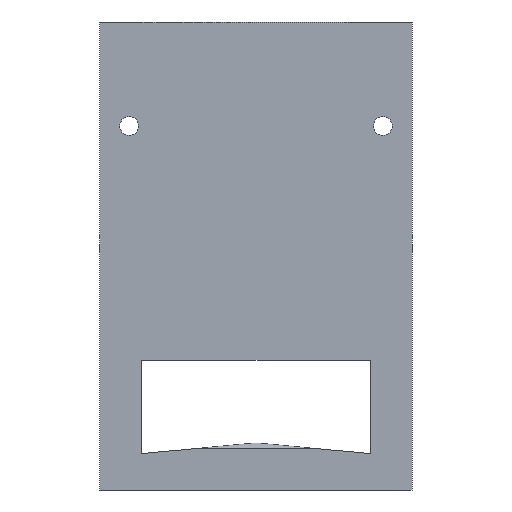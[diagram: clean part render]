
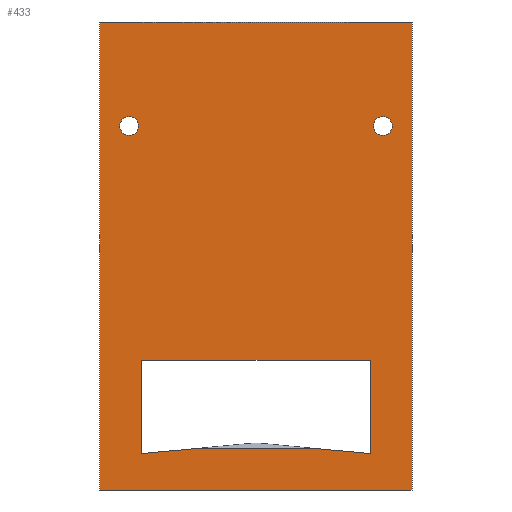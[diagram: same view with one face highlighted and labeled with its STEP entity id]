
A CAD part, front view. The second image highlights one B-rep face of the part: STEP entity #433.
In plain terms, the highlighted planar face has unit normal (0, -1, 0).
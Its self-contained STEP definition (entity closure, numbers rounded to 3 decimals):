
#5 = DIRECTION ( 'NONE',  ( 0., 0., -1. ) ) ;
#28 = CARTESIAN_POINT ( 'NONE',  ( 22., 0., -63. ) ) ;
#41 = EDGE_CURVE ( 'NONE', #480, #696, #66, .T. ) ;
#44 = CARTESIAN_POINT ( 'NONE',  ( 30., 0., 20. ) ) ;
#50 = DIRECTION ( 'NONE',  ( 1., 0., 0. ) ) ;
#64 = CIRCLE ( 'NONE', #122, 1.8 ) ;
#66 = CIRCLE ( 'NONE', #446, 1.8 ) ;
#67 = EDGE_CURVE ( 'NONE', #787, #96, #399, .T. ) ;
#72 = ORIENTED_EDGE ( 'NONE', *, *, #507, .T. ) ;
#74 = CARTESIAN_POINT ( 'NONE',  ( 22., 0., -61. ) ) ;
#78 = CARTESIAN_POINT ( 'NONE',  ( 22., 0., -62. ) ) ;
#96 = VERTEX_POINT ( 'NONE', #697 ) ;
#99 = ORIENTED_EDGE ( 'NONE', *, *, #184, .T. ) ;
#108 = CARTESIAN_POINT ( 'NONE',  ( -30., 0., -20. ) ) ;
#113 = DIRECTION ( 'NONE',  ( 0., -1., 0. ) ) ;
#122 = AXIS2_PLACEMENT_3D ( 'NONE', #226, #366, #228 ) ;
#126 = EDGE_CURVE ( 'NONE', #758, #310, #760, .T. ) ;
#130 = CARTESIAN_POINT ( 'NONE',  ( -11.275, 0., -62. ) ) ;
#132 = EDGE_LOOP ( 'NONE', ( #800, #72 ) ) ;
#137 = LINE ( 'NONE', #873, #477 ) ;
#166 = ORIENTED_EDGE ( 'NONE', *, *, #592, .T. ) ;
#174 = CIRCLE ( 'NONE', #352, 1.8 ) ;
#178 = DIRECTION ( 'NONE',  ( 0., 0., 1. ) ) ;
#184 = EDGE_CURVE ( 'NONE', #851, #471, #64, .T. ) ;
#204 = LINE ( 'NONE', #108, #724 ) ;
#226 = CARTESIAN_POINT ( 'NONE',  ( 24.4, 0., 0. ) ) ;
#228 = DIRECTION ( 'NONE',  ( 0., 0., 1. ) ) ;
#236 = AXIS2_PLACEMENT_3D ( 'NONE', #265, #668, #394 ) ;
#250 = DIRECTION ( 'NONE',  ( 0., 0., -1. ) ) ;
#257 = CARTESIAN_POINT ( 'NONE',  ( 22., 0., -45. ) ) ;
#258 = LINE ( 'NONE', #661, #776 ) ;
#264 = CARTESIAN_POINT ( 'NONE',  ( 24.4, 0., -1.8 ) ) ;
#265 = CARTESIAN_POINT ( 'NONE',  ( 24.4, 0., 0. ) ) ;
#266 = LINE ( 'NONE', #78, #424 ) ;
#271 = EDGE_CURVE ( 'NONE', #685, #641, #266, .T. ) ;
#289 = VERTEX_POINT ( 'NONE', #833 ) ;
#292 = VECTOR ( 'NONE', #858, 1000. ) ;
#310 = VERTEX_POINT ( 'NONE', #28 ) ;
#313 = DIRECTION ( 'NONE',  ( 0., 1., 0. ) ) ;
#318 = EDGE_LOOP ( 'NONE', ( #364, #99 ) ) ;
#335 = EDGE_LOOP ( 'NONE', ( #767, #371, #887, #837 ) ) ;
#350 = DIRECTION ( 'NONE',  ( 0., 0., -1. ) ) ;
#352 = AXIS2_PLACEMENT_3D ( 'NONE', #786, #313, #453 ) ;
#353 = DIRECTION ( 'NONE',  ( 0., 0., 1. ) ) ;
#364 = ORIENTED_EDGE ( 'NONE', *, *, #566, .T. ) ;
#366 = DIRECTION ( 'NONE',  ( 0., 1., 0. ) ) ;
#369 = LINE ( 'NONE', #384, #855 ) ;
#371 = ORIENTED_EDGE ( 'NONE', *, *, #777, .F. ) ;
#376 = ORIENTED_EDGE ( 'NONE', *, *, #126, .T. ) ;
#377 = PLANE ( 'NONE',  #839 ) ;
#381 = DIRECTION ( 'NONE',  ( -0.996, 0., -0.093 ) ) ;
#384 = CARTESIAN_POINT ( 'NONE',  ( -0.55, 0., -61. ) ) ;
#386 = CARTESIAN_POINT ( 'NONE',  ( -30., 0., 20. ) ) ;
#387 = VECTOR ( 'NONE', #5, 1000. ) ;
#388 = DIRECTION ( 'NONE',  ( 1., 0., 0. ) ) ;
#391 = CARTESIAN_POINT ( 'NONE',  ( -30., 0., -70. ) ) ;
#394 = DIRECTION ( 'NONE',  ( 0., 0., 1. ) ) ;
#399 = LINE ( 'NONE', #888, #387 ) ;
#413 = LINE ( 'NONE', #791, #543 ) ;
#424 = VECTOR ( 'NONE', #430, 1000. ) ;
#430 = DIRECTION ( 'NONE',  ( 1., 0., 0. ) ) ;
#433 = ADVANCED_FACE ( 'NONE', ( #666, #488, #711, #814 ), #377, .T. ) ;
#436 = EDGE_CURVE ( 'NONE', #685, #460, #369, .T. ) ;
#446 = AXIS2_PLACEMENT_3D ( 'NONE', #489, #754, #353 ) ;
#449 = CARTESIAN_POINT ( 'NONE',  ( -24.4, 0., 1.8 ) ) ;
#453 = DIRECTION ( 'NONE',  ( 0., 0., 1. ) ) ;
#455 = CARTESIAN_POINT ( 'NONE',  ( -30., 0., -70. ) ) ;
#460 = VERTEX_POINT ( 'NONE', #859 ) ;
#466 = DIRECTION ( 'NONE',  ( -0.996, 0., 0.093 ) ) ;
#471 = VERTEX_POINT ( 'NONE', #514 ) ;
#475 = CARTESIAN_POINT ( 'NONE',  ( -24.4, 0., -1.8 ) ) ;
#476 = VECTOR ( 'NONE', #466, 1000. ) ;
#477 = VECTOR ( 'NONE', #50, 1000. ) ;
#480 = VERTEX_POINT ( 'NONE', #449 ) ;
#484 = EDGE_CURVE ( 'NONE', #731, #772, #204, .T. ) ;
#488 = FACE_BOUND ( 'NONE', #318, .T. ) ;
#489 = CARTESIAN_POINT ( 'NONE',  ( -24.4, 0., 0. ) ) ;
#495 = EDGE_CURVE ( 'NONE', #289, #758, #413, .T. ) ;
#507 = EDGE_CURVE ( 'NONE', #696, #480, #174, .T. ) ;
#508 = CIRCLE ( 'NONE', #236, 1.8 ) ;
#514 = CARTESIAN_POINT ( 'NONE',  ( 24.4, 0., 1.8 ) ) ;
#517 = CARTESIAN_POINT ( 'NONE',  ( 0., 0., 0. ) ) ;
#524 = ORIENTED_EDGE ( 'NONE', *, *, #690, .T. ) ;
#527 = CARTESIAN_POINT ( 'NONE',  ( 11.275, 0., -62. ) ) ;
#541 = DIRECTION ( 'NONE',  ( 0., 0., 1. ) ) ;
#543 = VECTOR ( 'NONE', #388, 1000. ) ;
#566 = EDGE_CURVE ( 'NONE', #471, #851, #508, .T. ) ;
#582 = EDGE_CURVE ( 'NONE', #772, #787, #137, .T. ) ;
#591 = ORIENTED_EDGE ( 'NONE', *, *, #271, .F. ) ;
#592 = EDGE_CURVE ( 'NONE', #460, #289, #258, .T. ) ;
#631 = ORIENTED_EDGE ( 'NONE', *, *, #495, .T. ) ;
#641 = VERTEX_POINT ( 'NONE', #527 ) ;
#661 = CARTESIAN_POINT ( 'NONE',  ( -22., 0., -61. ) ) ;
#666 = FACE_BOUND ( 'NONE', #865, .T. ) ;
#668 = DIRECTION ( 'NONE',  ( 0., 1., 0. ) ) ;
#685 = VERTEX_POINT ( 'NONE', #130 ) ;
#690 = EDGE_CURVE ( 'NONE', #310, #641, #752, .T. ) ;
#695 = VECTOR ( 'NONE', #350, 1000. ) ;
#696 = VERTEX_POINT ( 'NONE', #475 ) ;
#697 = CARTESIAN_POINT ( 'NONE',  ( 30., 0., -70. ) ) ;
#711 = FACE_BOUND ( 'NONE', #132, .T. ) ;
#724 = VECTOR ( 'NONE', #178, 1000. ) ;
#731 = VERTEX_POINT ( 'NONE', #391 ) ;
#746 = LINE ( 'NONE', #455, #292 ) ;
#752 = LINE ( 'NONE', #875, #476 ) ;
#754 = DIRECTION ( 'NONE',  ( 0., 1., 0. ) ) ;
#758 = VERTEX_POINT ( 'NONE', #257 ) ;
#760 = LINE ( 'NONE', #74, #695 ) ;
#767 = ORIENTED_EDGE ( 'NONE', *, *, #484, .F. ) ;
#772 = VERTEX_POINT ( 'NONE', #386 ) ;
#776 = VECTOR ( 'NONE', #541, 1000. ) ;
#777 = EDGE_CURVE ( 'NONE', #96, #731, #746, .T. ) ;
#786 = CARTESIAN_POINT ( 'NONE',  ( -24.4, 0., 0. ) ) ;
#787 = VERTEX_POINT ( 'NONE', #44 ) ;
#791 = CARTESIAN_POINT ( 'NONE',  ( -22., 0., -45. ) ) ;
#800 = ORIENTED_EDGE ( 'NONE', *, *, #41, .T. ) ;
#814 = FACE_OUTER_BOUND ( 'NONE', #335, .T. ) ;
#833 = CARTESIAN_POINT ( 'NONE',  ( -22., 0., -45. ) ) ;
#837 = ORIENTED_EDGE ( 'NONE', *, *, #582, .F. ) ;
#839 = AXIS2_PLACEMENT_3D ( 'NONE', #517, #113, #250 ) ;
#841 = ORIENTED_EDGE ( 'NONE', *, *, #436, .T. ) ;
#851 = VERTEX_POINT ( 'NONE', #264 ) ;
#855 = VECTOR ( 'NONE', #381, 1000. ) ;
#858 = DIRECTION ( 'NONE',  ( -1., 0., 0. ) ) ;
#859 = CARTESIAN_POINT ( 'NONE',  ( -22., 0., -63. ) ) ;
#865 = EDGE_LOOP ( 'NONE', ( #591, #841, #166, #631, #376, #524 ) ) ;
#873 = CARTESIAN_POINT ( 'NONE',  ( -30., 0., 20. ) ) ;
#875 = CARTESIAN_POINT ( 'NONE',  ( 0.55, 0., -61. ) ) ;
#887 = ORIENTED_EDGE ( 'NONE', *, *, #67, .F. ) ;
#888 = CARTESIAN_POINT ( 'NONE',  ( 30., 0., -20. ) ) ;
